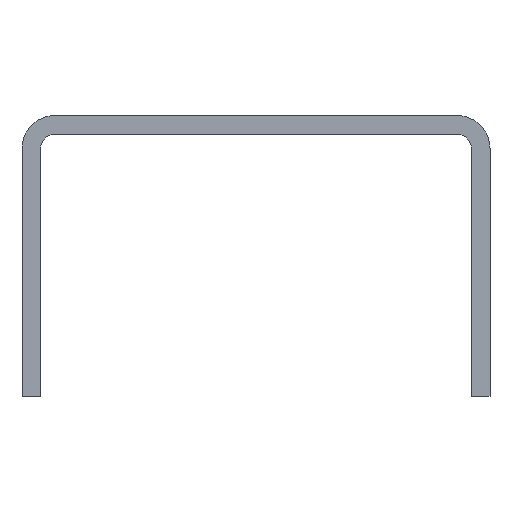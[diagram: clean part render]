
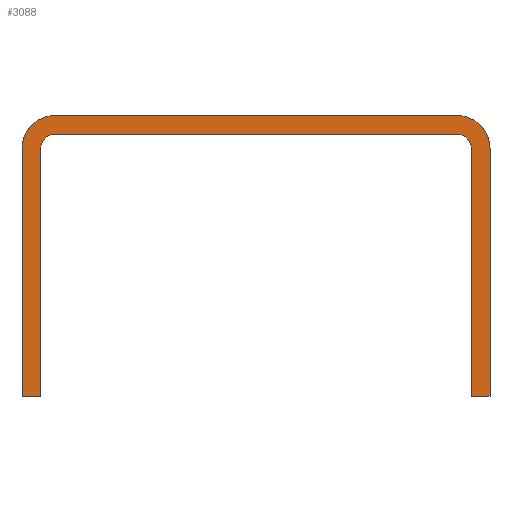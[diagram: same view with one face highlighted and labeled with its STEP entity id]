
A CAD part, front view. The second image highlights one B-rep face of the part: STEP entity #3088.
In plain terms, the highlighted planar face has unit normal (0, -1, 0).
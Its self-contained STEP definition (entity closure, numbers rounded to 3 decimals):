
#1=DIRECTION('',(0.,0.,1.));
#2=VECTOR('',#1,26.5);
#3=CARTESIAN_POINT('',(-25.,0.,-30.));
#4=LINE('',#3,#2);
#5=CARTESIAN_POINT('',(-21.5,0.,-3.5));
#6=DIRECTION('',(0.,1.,0.));
#7=DIRECTION('',(-1.,0.,0.));
#8=AXIS2_PLACEMENT_3D('',#5,#6,#7);
#10=DIRECTION('',(1.,0.,0.));
#11=VECTOR('',#10,43.);
#12=CARTESIAN_POINT('',(-21.5,0.,0.));
#13=LINE('',#12,#11);
#14=CARTESIAN_POINT('',(21.5,0.,-3.5));
#15=DIRECTION('',(0.,1.,0.));
#16=DIRECTION('',(0.,0.,1.));
#17=AXIS2_PLACEMENT_3D('',#14,#15,#16);
#19=DIRECTION('',(0.,0.,-1.));
#20=VECTOR('',#19,26.5);
#21=CARTESIAN_POINT('',(25.,0.,-3.5));
#22=LINE('',#21,#20);
#23=DIRECTION('',(-1.,0.,0.));
#24=VECTOR('',#23,2.);
#25=CARTESIAN_POINT('',(25.,0.,-30.));
#26=LINE('',#25,#24);
#27=DIRECTION('',(0.,0.,1.));
#28=VECTOR('',#27,26.5);
#29=CARTESIAN_POINT('',(23.,0.,-30.));
#30=LINE('',#29,#28);
#31=CARTESIAN_POINT('',(21.5,0.,-3.5));
#32=DIRECTION('',(0.,-1.,0.));
#33=DIRECTION('',(1.,0.,0.));
#34=AXIS2_PLACEMENT_3D('',#31,#32,#33);
#36=DIRECTION('',(-1.,0.,0.));
#37=VECTOR('',#36,43.);
#38=CARTESIAN_POINT('',(21.5,0.,-2.));
#39=LINE('',#38,#37);
#40=CARTESIAN_POINT('',(-21.5,0.,-3.5));
#41=DIRECTION('',(0.,-1.,0.));
#42=DIRECTION('',(0.,0.,1.));
#43=AXIS2_PLACEMENT_3D('',#40,#41,#42);
#45=DIRECTION('',(0.,0.,-1.));
#46=VECTOR('',#45,26.5);
#47=CARTESIAN_POINT('',(-23.,0.,-3.5));
#48=LINE('',#47,#46);
#49=DIRECTION('',(-1.,0.,0.));
#50=VECTOR('',#49,2.);
#51=CARTESIAN_POINT('',(-23.,0.,-30.));
#52=LINE('',#51,#50);
#2337=CARTESIAN_POINT('',(-25.,0.,-30.));
#2338=CARTESIAN_POINT('',(-25.,0.,-3.5));
#2339=VERTEX_POINT('',#2337);
#2340=VERTEX_POINT('',#2338);
#2341=CARTESIAN_POINT('',(-21.5,0.,0.));
#2342=VERTEX_POINT('',#2341);
#2343=CARTESIAN_POINT('',(21.5,0.,0.));
#2344=VERTEX_POINT('',#2343);
#2345=CARTESIAN_POINT('',(25.,0.,-3.5));
#2346=VERTEX_POINT('',#2345);
#2347=CARTESIAN_POINT('',(25.,0.,-30.));
#2348=VERTEX_POINT('',#2347);
#2349=CARTESIAN_POINT('',(23.,0.,-30.));
#2350=VERTEX_POINT('',#2349);
#2351=CARTESIAN_POINT('',(23.,0.,-3.5));
#2352=VERTEX_POINT('',#2351);
#2353=CARTESIAN_POINT('',(21.5,0.,-2.));
#2354=VERTEX_POINT('',#2353);
#2355=CARTESIAN_POINT('',(-21.5,0.,-2.));
#2356=VERTEX_POINT('',#2355);
#2357=CARTESIAN_POINT('',(-23.,0.,-3.5));
#2358=VERTEX_POINT('',#2357);
#2359=CARTESIAN_POINT('',(-23.,0.,-30.));
#2360=VERTEX_POINT('',#2359);
#3057=CARTESIAN_POINT('',(0.,0.,0.));
#3058=DIRECTION('',(0.,1.,0.));
#3059=DIRECTION('',(1.,0.,0.));
#3060=AXIS2_PLACEMENT_3D('',#3057,#3058,#3059);
#3061=PLANE('',#3060);
#3063=ORIENTED_EDGE('',*,*,#3062,.T.);
#3065=ORIENTED_EDGE('',*,*,#3064,.T.);
#3067=ORIENTED_EDGE('',*,*,#3066,.T.);
#3069=ORIENTED_EDGE('',*,*,#3068,.T.);
#3071=ORIENTED_EDGE('',*,*,#3070,.T.);
#3073=ORIENTED_EDGE('',*,*,#3072,.T.);
#3075=ORIENTED_EDGE('',*,*,#3074,.T.);
#3077=ORIENTED_EDGE('',*,*,#3076,.T.);
#3079=ORIENTED_EDGE('',*,*,#3078,.T.);
#3081=ORIENTED_EDGE('',*,*,#3080,.T.);
#3083=ORIENTED_EDGE('',*,*,#3082,.T.);
#3085=ORIENTED_EDGE('',*,*,#3084,.T.);
#3086=EDGE_LOOP('',(#3063,#3065,#3067,#3069,#3071,#3073,#3075,#3077,#3079,#3081,
#3083,#3085));
#3087=FACE_OUTER_BOUND('',#3086,.F.);
#3088=ADVANCED_FACE('',(#3087),#3061,.F.);
#9=CIRCLE('',#8,3.5);
#18=CIRCLE('',#17,3.5);
#35=CIRCLE('',#34,1.5);
#44=CIRCLE('',#43,1.5);
#3062=EDGE_CURVE('',#2339,#2340,#4,.T.);
#3064=EDGE_CURVE('',#2340,#2342,#9,.T.);
#3066=EDGE_CURVE('',#2342,#2344,#13,.T.);
#3068=EDGE_CURVE('',#2344,#2346,#18,.T.);
#3070=EDGE_CURVE('',#2346,#2348,#22,.T.);
#3072=EDGE_CURVE('',#2348,#2350,#26,.T.);
#3074=EDGE_CURVE('',#2350,#2352,#30,.T.);
#3076=EDGE_CURVE('',#2352,#2354,#35,.T.);
#3078=EDGE_CURVE('',#2354,#2356,#39,.T.);
#3080=EDGE_CURVE('',#2356,#2358,#44,.T.);
#3082=EDGE_CURVE('',#2358,#2360,#48,.T.);
#3084=EDGE_CURVE('',#2360,#2339,#52,.T.);
